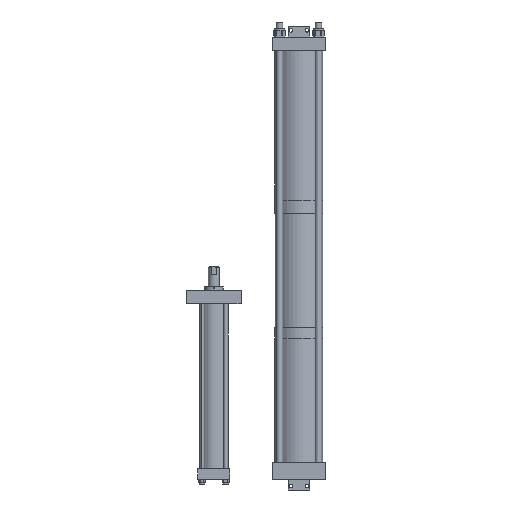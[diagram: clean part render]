
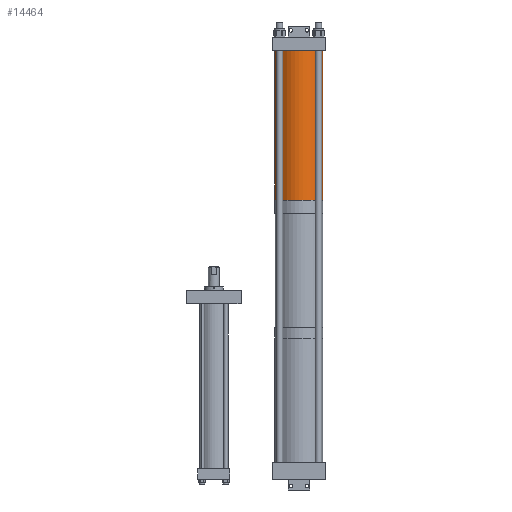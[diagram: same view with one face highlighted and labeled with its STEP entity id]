
A CAD part, front view. The second image highlights one B-rep face of the part: STEP entity #14464.
In plain terms, the highlighted cylindrical face has radius 57.15 mm (diameter 114.3 mm), a partial arc.
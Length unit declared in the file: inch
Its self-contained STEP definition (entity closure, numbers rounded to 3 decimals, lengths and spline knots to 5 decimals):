
#115 = ORIENTED_EDGE ( 'NONE', *, *, #10933, .T. ) ;
#152 = AXIS2_PLACEMENT_3D ( 'NONE', #3219, #7763, #14320 ) ;
#1446 = ORIENTED_EDGE ( 'NONE', *, *, #4155, .F. ) ;
#1854 = VECTOR ( 'NONE', #14480, 39.37008 ) ;
#2217 = CARTESIAN_POINT ( 'NONE',  ( -2.25, 0., 14.076 ) ) ;
#3033 = DIRECTION ( 'NONE',  ( -1., 0., 0. ) ) ;
#3197 = VERTEX_POINT ( 'NONE', #2217 ) ;
#3219 = CARTESIAN_POINT ( 'NONE',  ( 0., 0., 14.076 ) ) ;
#3743 = EDGE_LOOP ( 'NONE', ( #7198, #1446, #10420, #115 ) ) ;
#4051 = CIRCLE ( 'NONE', #13577, 2.25 ) ;
#4091 = FACE_OUTER_BOUND ( 'NONE', #3743, .T. ) ;
#4155 = EDGE_CURVE ( 'NONE', #3197, #12065, #8895, .T. ) ;
#5248 = VERTEX_POINT ( 'NONE', #5634 ) ;
#5634 = CARTESIAN_POINT ( 'NONE',  ( -2.25, 0., 0. ) ) ;
#5777 = EDGE_CURVE ( 'NONE', #3197, #5248, #9385, .T. ) ;
#5871 = CARTESIAN_POINT ( 'NONE',  ( 2.25, 0., 0. ) ) ;
#6015 = LINE ( 'NONE', #9735, #13551 ) ;
#7198 = ORIENTED_EDGE ( 'NONE', *, *, #8420, .F. ) ;
#7581 = CYLINDRICAL_SURFACE ( 'NONE', #11472, 2.25 ) ;
#7763 = DIRECTION ( 'NONE',  ( 0., 0., 1. ) ) ;
#7827 = CARTESIAN_POINT ( 'NONE',  ( 2.25, 0., 14.076 ) ) ;
#8152 = CARTESIAN_POINT ( 'NONE',  ( 0., 0., 0. ) ) ;
#8296 = DIRECTION ( 'NONE',  ( 1., 0., 0. ) ) ;
#8420 = EDGE_CURVE ( 'NONE', #12065, #11501, #6015, .T. ) ;
#8677 = CARTESIAN_POINT ( 'NONE',  ( -2.25, 0., 14.076 ) ) ;
#8690 = DIRECTION ( 'NONE',  ( 0., 0., -1. ) ) ;
#8895 = CIRCLE ( 'NONE', #152, 2.25 ) ;
#9353 = DIRECTION ( 'NONE',  ( 0., 0., 1. ) ) ;
#9385 = LINE ( 'NONE', #8677, #1854 ) ;
#9735 = CARTESIAN_POINT ( 'NONE',  ( 2.25, 0., 14.076 ) ) ;
#10420 = ORIENTED_EDGE ( 'NONE', *, *, #5777, .T. ) ;
#10932 = DIRECTION ( 'NONE',  ( 0., 0., -1. ) ) ;
#10933 = EDGE_CURVE ( 'NONE', #5248, #11501, #4051, .T. ) ;
#11472 = AXIS2_PLACEMENT_3D ( 'NONE', #14441, #8690, #3033 ) ;
#11501 = VERTEX_POINT ( 'NONE', #5871 ) ;
#12065 = VERTEX_POINT ( 'NONE', #7827 ) ;
#13551 = VECTOR ( 'NONE', #10932, 39.37008 ) ;
#13577 = AXIS2_PLACEMENT_3D ( 'NONE', #8152, #9353, #8296 ) ;
#14320 = DIRECTION ( 'NONE',  ( 1., 0., 0. ) ) ;
#14441 = CARTESIAN_POINT ( 'NONE',  ( 0., 0., 14.076 ) ) ;
#14464 = ADVANCED_FACE ( 'NONE', ( #4091 ), #7581, .T. ) ;
#14480 = DIRECTION ( 'NONE',  ( 0., 0., -1. ) ) ;
